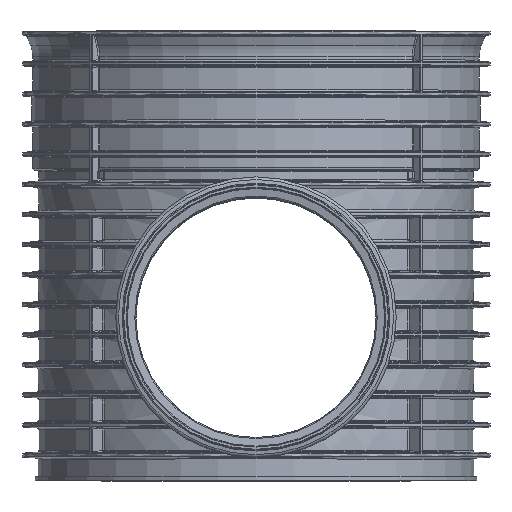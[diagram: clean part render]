
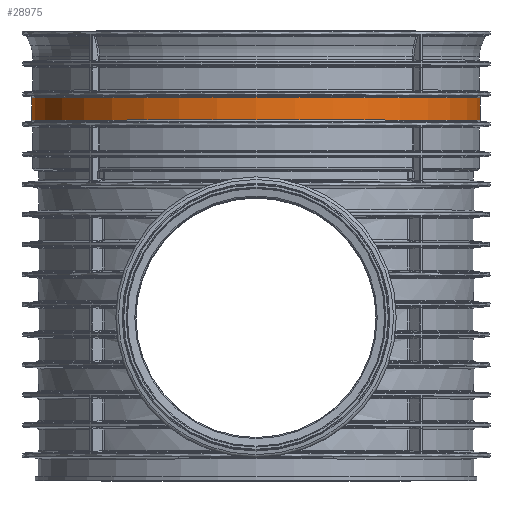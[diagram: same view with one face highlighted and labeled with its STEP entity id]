
A CAD part, top view. The second image highlights one B-rep face of the part: STEP entity #28975.
In plain terms, the highlighted cylindrical face has radius 350 mm (diameter 700 mm), a full revolution.
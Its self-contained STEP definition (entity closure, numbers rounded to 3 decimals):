
#3424=CYLINDRICAL_SURFACE('',#31335,350.);
#3995=FACE_OUTER_BOUND('',#5947,.T.);
#5947=EDGE_LOOP('',(#20588,#20589,#20590,#20591,#20592,#20593));
#7931=CIRCLE('',#31327,350.);
#7932=CIRCLE('',#31328,350.);
#7937=CIRCLE('',#31336,350.);
#7938=CIRCLE('',#31337,350.);
#9754=LINE('',#47205,#10576);
#10576=VECTOR('',#35423,350.);
#12098=VERTEX_POINT('',#47171);
#12099=VERTEX_POINT('',#47172);
#12102=VERTEX_POINT('',#47204);
#12103=VERTEX_POINT('',#47206);
#15221=EDGE_CURVE('',#12098,#12099,#7931,.T.);
#15222=EDGE_CURVE('',#12099,#12098,#7932,.T.);
#15229=EDGE_CURVE('',#12099,#12102,#9754,.T.);
#15230=EDGE_CURVE('',#12102,#12103,#7937,.T.);
#15231=EDGE_CURVE('',#12103,#12102,#7938,.T.);
#20588=ORIENTED_EDGE('',*,*,#15221,.F.);
#20589=ORIENTED_EDGE('',*,*,#15222,.F.);
#20590=ORIENTED_EDGE('',*,*,#15229,.T.);
#20591=ORIENTED_EDGE('',*,*,#15230,.T.);
#20592=ORIENTED_EDGE('',*,*,#15231,.T.);
#20593=ORIENTED_EDGE('',*,*,#15229,.F.);
#28975=ADVANCED_FACE('',(#3995),#3424,.T.);
#31327=AXIS2_PLACEMENT_3D('',#47173,#35405,#35406);
#31328=AXIS2_PLACEMENT_3D('',#47174,#35407,#35408);
#31335=AXIS2_PLACEMENT_3D('',#47203,#35421,#35422);
#31336=AXIS2_PLACEMENT_3D('',#47207,#35424,#35425);
#31337=AXIS2_PLACEMENT_3D('',#47208,#35426,#35427);
#35405=DIRECTION('center_axis',(0.,1.,0.));
#35406=DIRECTION('ref_axis',(1.,0.,0.));
#35407=DIRECTION('center_axis',(0.,1.,0.));
#35408=DIRECTION('ref_axis',(1.,0.,0.));
#35421=DIRECTION('center_axis',(0.,1.,0.));
#35422=DIRECTION('ref_axis',(-1.,0.,0.));
#35423=DIRECTION('',(0.,-1.,0.));
#35424=DIRECTION('center_axis',(0.,1.,0.));
#35425=DIRECTION('ref_axis',(1.,0.,0.));
#35426=DIRECTION('center_axis',(0.,1.,0.));
#35427=DIRECTION('ref_axis',(1.,0.,0.));
#47171=CARTESIAN_POINT('',(0.,444.051,-350.));
#47172=CARTESIAN_POINT('',(350.,444.051,0.));
#47173=CARTESIAN_POINT('Origin',(0.,444.051,0.));
#47174=CARTESIAN_POINT('Origin',(0.,444.051,0.));
#47203=CARTESIAN_POINT('Origin',(0.,426.5,0.));
#47204=CARTESIAN_POINT('',(350.,408.949,0.));
#47205=CARTESIAN_POINT('',(350.,426.5,0.));
#47206=CARTESIAN_POINT('',(0.,408.949,-350.));
#47207=CARTESIAN_POINT('Origin',(0.,408.949,0.));
#47208=CARTESIAN_POINT('Origin',(0.,408.949,0.));
